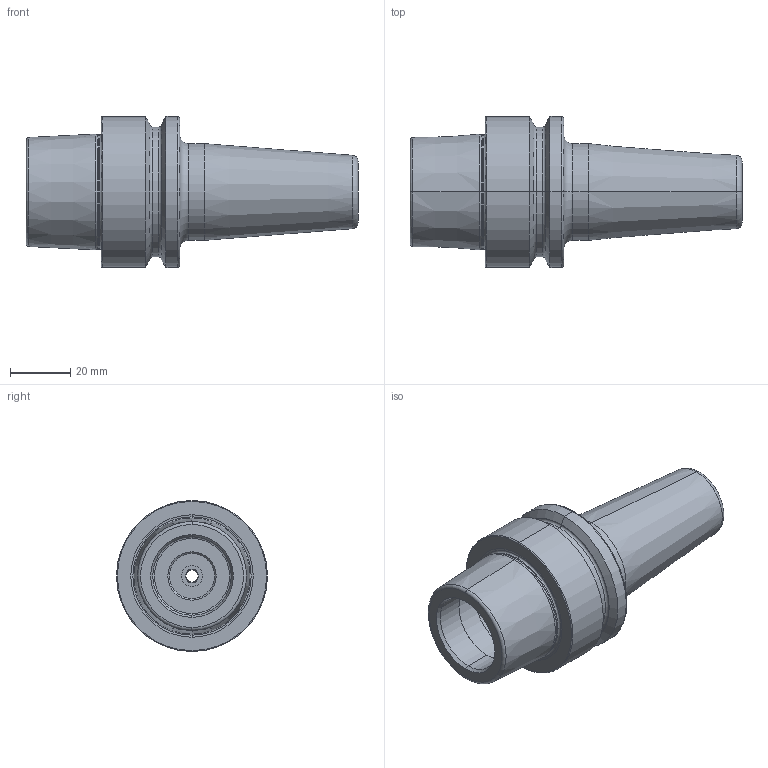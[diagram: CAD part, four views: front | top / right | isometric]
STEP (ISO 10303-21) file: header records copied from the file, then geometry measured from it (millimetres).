
FILE_DESCRIPTION (( 'STEP AP214' ), '1' );
FILE_NAME ('HE5-S10.K01.085.STEP', '2015-02-12T12:37:08', ( 'SWIAdmin' ), ( 'Hewlett-Packard Company' ), 'SwSTEP 2.0', 'SolidWorks 2012', '' );
FILE_SCHEMA (( 'AUTOMOTIVE_DESIGN' ));
Length unit declared in the file: millimetre
Products named in the file (3): HE5-S10.K01.085; HE5-S10.K01.085_B_Fertigbearbeitung; ERU-AN3.K01.020_A
Assembly tree (2 placements, depth 2):
  HE5-S10.K01.085
    HE5-S10.K01.085_B_Fertigbearbeitung
    ERU-AN3.K01.020_A
Bounding box: 109.9 x 50 x 50 mm (x, y, z)
Volume: 86340.3 mm3; surface area: 22383.1 mm2
Topology: 2 solids, 2 shells, 133 faces, 284 edges, 162 vertices
Faces by surface type: plane 43, cylinder 32, torus 30, cone 28
Entity records: 4105 total; most frequent: DIRECTION 716, CARTESIAN_POINT 584, ORIENTED_EDGE 568, AXIS2_PLACEMENT_3D 294, EDGE_CURVE 284, VERTEX_POINT 162, CIRCLE 156, EDGE_LOOP 144
